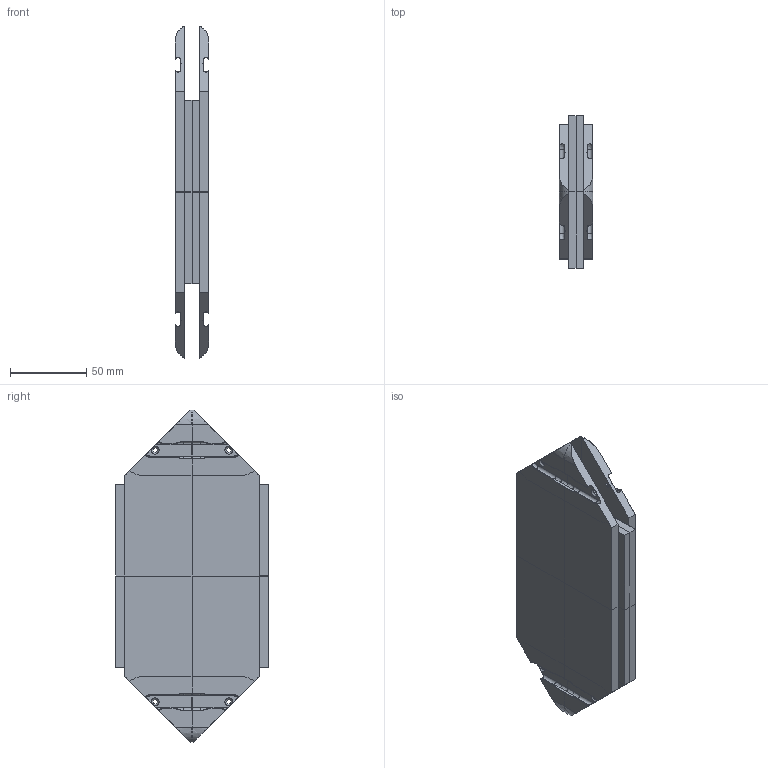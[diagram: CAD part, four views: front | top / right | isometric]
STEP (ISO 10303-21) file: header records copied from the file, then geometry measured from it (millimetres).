
FILE_DESCRIPTION(/* description */ (''),/* implementation_level */ '2;1');
FILE_NAME(/* name */ 'Bamboo Modulo Board - 22x100x220 Struttura Centrale',/* time_stamp */ '2023-11-01T05:25:47+01:00',/* author */ (''),/* organization */ (''),/* preprocessor_version */ 'ST-DEVELOPER v18.1',/* originating_system */ '',/* authorisation */ '');
FILE_SCHEMA (('AUTOMOTIVE_DESIGN { 1 0 10303 214 3 1 1 }'));
Length unit declared in the file: millimetre
Bounding box: 22 x 100 x 217.6 mm (x, y, z)
Surface area: 60284.8 mm2 (no closed solid volume)
Topology: 0 solids, 304 shells, 304 faces, 1496 edges, 1472 vertices
Faces by surface type: bspline 288, cylinder 16
Entity records: 31387 total; most frequent: CARTESIAN_POINT 23389, ORIENTED_EDGE 1504, EDGE_CURVE 1488, VERTEX_POINT 1472, B_SPLINE_CURVE_WITH_KNOTS 1234, EDGE_LOOP 312, STYLED_ITEM 304, FACE_OUTER_BOUND 304
